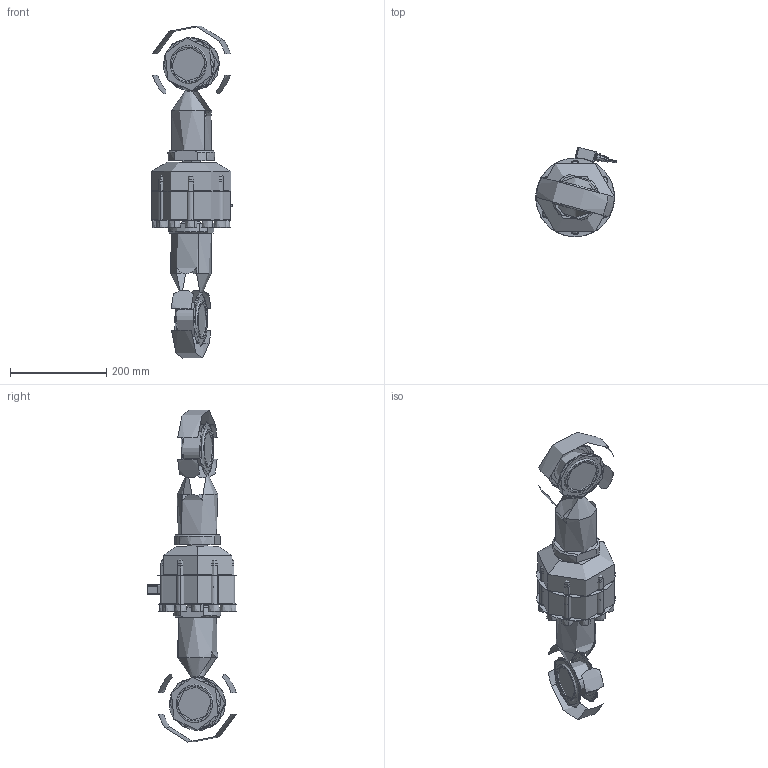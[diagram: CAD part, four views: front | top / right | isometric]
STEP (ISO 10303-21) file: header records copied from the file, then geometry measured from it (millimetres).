
FILE_DESCRIPTION(('STEP AP214'),'1');
FILE_NAME('TC4 50t with base and knuckle joints.stp','2015-11-13T14:17:01',(' '),(' '),'Spatial InterOp 3D',' ',' ');
FILE_SCHEMA(('automotive_design'));
Length unit declared in the file: millimetre
Products named in the file (14): FI 70U-2RS; Snodo; TC4 50t with base and knuckle joints; RACTC450tR02; Base plate Ø165; TC4 50t; Body; Screw gland; Cable; Fairlead; Box; Bolts; Componente1
Assembly tree (25 placements, depth 3):
  TC4 50t with base and knuckle joints
    FI 70U-2RS  x2
      Snodo
    RACTC450tR02
    RACTC450tR02
    Base plate Ø165
    TC4 50t
      Body
      Screw gland
      Cable
      Fairlead
      Box
    Bolts
      Componente1  x12
Bounding box: 168.64 x 186.49 x 690.75 mm (x, y, z)
Volume: 3176610.2 mm3
Topology: 22 solids, 96 shells, 748 faces, 1879 edges, 1274 vertices
Faces by surface type: cylinder 245, plane 244, cone 154, torus 78, sphere 12, revolution 8, bspline 4, extrusion 3
Full cylindrical faces by diameter (mm): 162 x4
Entity records: 15560 total; most frequent: CARTESIAN_POINT 2553, DIRECTION 2192, ORIENTED_EDGE 1708, EDGE_CURVE 946, AXIS2_PLACEMENT_3D 884, VERTEX_POINT 670, CIRCLE 487, EDGE_LOOP 458
